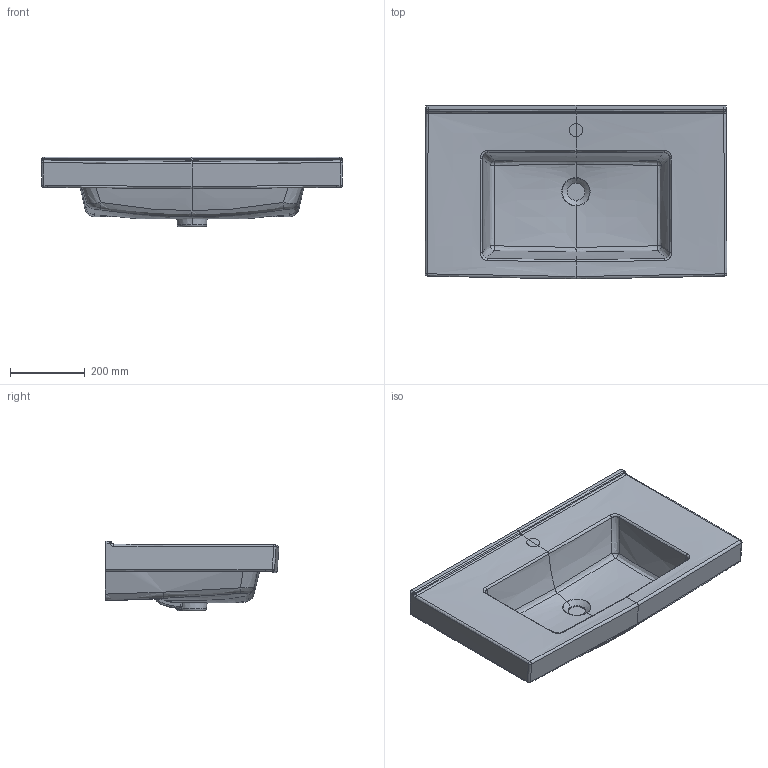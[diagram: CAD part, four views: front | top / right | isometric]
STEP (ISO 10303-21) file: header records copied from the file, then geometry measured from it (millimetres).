
FILE_DESCRIPTION(/* description */ (''),/* implementation_level */ '2;1');
FILE_NAME(/* name */ '59708B_m.stp',/* time_stamp */ '2019-01-24T11:55:47+01:00',/* author */ (''),/* organization */ (''),/* preprocessor_version */ 'ST-DEVELOPER v15',/* originating_system */ 'SIEMENS PLM Software NX 9.0',/* authorisation */ '');
FILE_SCHEMA (('AUTOMOTIVE_DESIGN { 1 0 10303 214 3 1 1 1 }'));
Length unit declared in the file: millimetre
Products named in the file (1): fpok0A88E0FCtp08
Bounding box: 808.22 x 465.56 x 187.75 mm (x, y, z)
Volume: 20905625.2 mm3; surface area: 1331529.6 mm2
Topology: 1 solids, 1 shells, 431 faces, 1012 edges, 557 vertices
Faces by surface type: bspline 350, plane 36, sphere 20, cylinder 12, cone 8, torus 3, extrusion 2
Entity records: 30819 total; most frequent: CARTESIAN_POINT 23849, ORIENTED_EDGE 1966, EDGE_CURVE 983, B_SPLINE_CURVE_WITH_KNOTS 694, DIRECTION 655, VERTEX_POINT 556, EDGE_LOOP 433, ADVANCED_FACE 431
